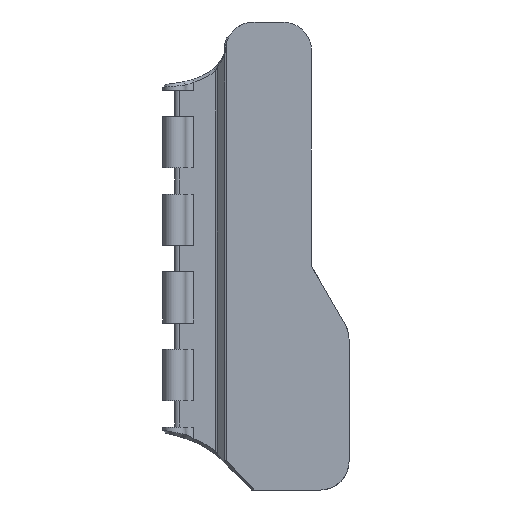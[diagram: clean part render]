
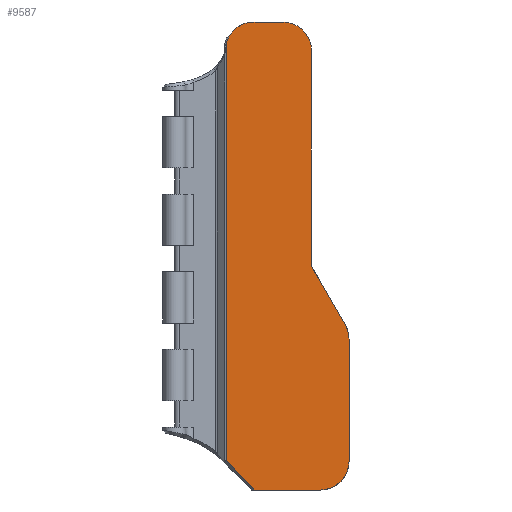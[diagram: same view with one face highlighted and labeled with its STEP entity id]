
A CAD part, front view. The second image highlights one B-rep face of the part: STEP entity #9587.
In plain terms, the highlighted planar face has unit normal (0, -1, 0).
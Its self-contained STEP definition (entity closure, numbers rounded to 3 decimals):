
#49 = DIRECTION ( 'NONE',  ( 0., 0., -1. ) ) ;
#209 = CARTESIAN_POINT ( 'NONE',  ( -10., 0., 0. ) ) ;
#234 = VERTEX_POINT ( 'NONE', #6903 ) ;
#337 = CARTESIAN_POINT ( 'NONE',  ( -42.17, 0., 9.718 ) ) ;
#365 = CARTESIAN_POINT ( 'NONE',  ( -33.079, 0., 0. ) ) ;
#456 = CARTESIAN_POINT ( 'NONE',  ( -42.454, 0., 10.021 ) ) ;
#747 = EDGE_CURVE ( 'NONE', #1192, #234, #7979, .T. ) ;
#790 = CARTESIAN_POINT ( 'NONE',  ( -1.34, 0., 57.502 ) ) ;
#895 = CARTESIAN_POINT ( 'NONE',  ( -13.077, 0., 77.831 ) ) ;
#947 = VECTOR ( 'NONE', #1980, 1000. ) ;
#954 = EDGE_CURVE ( 'NONE', #7041, #2274, #11003, .T. ) ;
#1029 = VERTEX_POINT ( 'NONE', #5809 ) ;
#1184 = CARTESIAN_POINT ( 'NONE',  ( -42.305, 0., 9.862 ) ) ;
#1192 = VERTEX_POINT ( 'NONE', #10684 ) ;
#1214 = ORIENTED_EDGE ( 'NONE', *, *, #3454, .F. ) ;
#1246 = ORIENTED_EDGE ( 'NONE', *, *, #8515, .F. ) ;
#1291 = AXIS2_PLACEMENT_3D ( 'NONE', #2653, #5444, #9124 ) ;
#1298 = CARTESIAN_POINT ( 'NONE',  ( -39.866, 0., 7.255 ) ) ;
#1442 = ORIENTED_EDGE ( 'NONE', *, *, #8714, .F. ) ;
#1631 = DIRECTION ( 'NONE',  ( 0., 0., -1. ) ) ;
#1980 = DIRECTION ( 'NONE',  ( 0.5, 0., -0.866 ) ) ;
#2011 = VERTEX_POINT ( 'NONE', #365 ) ;
#2128 = EDGE_LOOP ( 'NONE', ( #2562, #8594, #6281, #11605, #5795, #1214, #1442, #1246, #11924, #10923, #5816 ) ) ;
#2203 = VERTEX_POINT ( 'NONE', #3681 ) ;
#2205 = CARTESIAN_POINT ( 'NONE',  ( -41.887, 0., 9.415 ) ) ;
#2265 = CARTESIAN_POINT ( 'NONE',  ( -41.263, 0., 8.748 ) ) ;
#2274 = VERTEX_POINT ( 'NONE', #9352 ) ;
#2330 = CARTESIAN_POINT ( 'NONE',  ( -42.612, 0., 10.187 ) ) ;
#2471 = FACE_OUTER_BOUND ( 'NONE', #2128, .T. ) ;
#2538 = CARTESIAN_POINT ( 'NONE',  ( -42.662, 0., 152.831 ) ) ;
#2562 = ORIENTED_EDGE ( 'NONE', *, *, #4121, .T. ) ;
#2653 = CARTESIAN_POINT ( 'NONE',  ( -23.077, 0., 152.831 ) ) ;
#2765 = VERTEX_POINT ( 'NONE', #8426 ) ;
#2791 = VERTEX_POINT ( 'NONE', #209 ) ;
#2810 = CIRCLE ( 'NONE', #9019, 10. ) ;
#2844 = CARTESIAN_POINT ( 'NONE',  ( 0., 0., 52.502 ) ) ;
#2990 = VECTOR ( 'NONE', #5326, 1000. ) ;
#3056 = CARTESIAN_POINT ( 'NONE',  ( -42.114, 0., 9.658 ) ) ;
#3067 = DIRECTION ( 'NONE',  ( 0., 1., 0. ) ) ;
#3180 = DIRECTION ( 'NONE',  ( 0., 0., -1. ) ) ;
#3228 = CARTESIAN_POINT ( 'NONE',  ( -42.662, 0., 10.239 ) ) ;
#3268 = CARTESIAN_POINT ( 'NONE',  ( -33.077, 0., 162.831 ) ) ;
#3401 = AXIS2_PLACEMENT_3D ( 'NONE', #9661, #3067, #3180 ) ;
#3454 = EDGE_CURVE ( 'NONE', #9283, #7041, #8633, .T. ) ;
#3681 = CARTESIAN_POINT ( 'NONE',  ( -13.077, 0., 77.831 ) ) ;
#3766 = VECTOR ( 'NONE', #8044, 1000. ) ;
#3977 = EDGE_CURVE ( 'NONE', #1029, #1192, #2810, .T. ) ;
#4121 = EDGE_CURVE ( 'NONE', #1029, #2765, #10817, .T. ) ;
#4189 = CARTESIAN_POINT ( 'NONE',  ( -42.142, 0., 9.688 ) ) ;
#4880 = EDGE_CURVE ( 'NONE', #2791, #2011, #11874, .T. ) ;
#4882 = CARTESIAN_POINT ( 'NONE',  ( -13.077, 0., 152.831 ) ) ;
#5105 = CARTESIAN_POINT ( 'NONE',  ( -42.4, 0., 9.963 ) ) ;
#5125 = CARTESIAN_POINT ( 'NONE',  ( -13.077, 0., 152.831 ) ) ;
#5326 = DIRECTION ( 'NONE',  ( 0., 0., -1. ) ) ;
#5444 = DIRECTION ( 'NONE',  ( 0., 1., 0. ) ) ;
#5795 = ORIENTED_EDGE ( 'NONE', *, *, #954, .F. ) ;
#5809 = CARTESIAN_POINT ( 'NONE',  ( -42.662, 0., 155.679 ) ) ;
#5816 = ORIENTED_EDGE ( 'NONE', *, *, #3977, .F. ) ;
#5829 = DIRECTION ( 'NONE',  ( 0., 0., 1. ) ) ;
#6173 = DIRECTION ( 'NONE',  ( 0., 0., 1. ) ) ;
#6281 = ORIENTED_EDGE ( 'NONE', *, *, #4880, .F. ) ;
#6755 = CARTESIAN_POINT ( 'NONE',  ( -42.404, 0., 9.968 ) ) ;
#6805 = CARTESIAN_POINT ( 'NONE',  ( -42.411, 0., 9.975 ) ) ;
#6862 = CARTESIAN_POINT ( 'NONE',  ( -42.375, 0., 9.937 ) ) ;
#6882 = LINE ( 'NONE', #4882, #8285 ) ;
#6903 = CARTESIAN_POINT ( 'NONE',  ( -23.077, 0., 162.831 ) ) ;
#6926 = CARTESIAN_POINT ( 'NONE',  ( -42.201, 0., 9.751 ) ) ;
#6944 = VECTOR ( 'NONE', #7342, 1000. ) ;
#7010 = DIRECTION ( 'NONE',  ( 0., 1., 0. ) ) ;
#7041 = VERTEX_POINT ( 'NONE', #2844 ) ;
#7342 = DIRECTION ( 'NONE',  ( -1., 0., 0. ) ) ;
#7422 = DIRECTION ( 'NONE',  ( 0., 1., 0. ) ) ;
#7674 = AXIS2_PLACEMENT_3D ( 'NONE', #7919, #7010, #6173 ) ;
#7886 = CARTESIAN_POINT ( 'NONE',  ( -37.071, 0., 4.267 ) ) ;
#7919 = CARTESIAN_POINT ( 'NONE',  ( -33.077, 0., 152.831 ) ) ;
#7979 = LINE ( 'NONE', #3268, #3766 ) ;
#8044 = DIRECTION ( 'NONE',  ( 1., 0., 0. ) ) ;
#8285 = VECTOR ( 'NONE', #8753, 1000. ) ;
#8333 = CARTESIAN_POINT ( 'NONE',  ( -10., 0., 52.502 ) ) ;
#8426 = CARTESIAN_POINT ( 'NONE',  ( -42.662, 0., 10.239 ) ) ;
#8440 = CIRCLE ( 'NONE', #1291, 10. ) ;
#8448 = VECTOR ( 'NONE', #1631, 1000. ) ;
#8515 = EDGE_CURVE ( 'NONE', #8663, #2203, #6882, .T. ) ;
#8594 = ORIENTED_EDGE ( 'NONE', *, *, #11776, .T. ) ;
#8633 = CIRCLE ( 'NONE', #9594, 10. ) ;
#8663 = VERTEX_POINT ( 'NONE', #5125 ) ;
#8678 = CARTESIAN_POINT ( 'NONE',  ( -42.42, 0., 9.985 ) ) ;
#8714 = EDGE_CURVE ( 'NONE', #2203, #9283, #10017, .T. ) ;
#8753 = DIRECTION ( 'NONE',  ( 0., 0., -1. ) ) ;
#8940 = PLANE ( 'NONE',  #7674 ) ;
#9019 = AXIS2_PLACEMENT_3D ( 'NONE', #9564, #11437, #5829 ) ;
#9124 = DIRECTION ( 'NONE',  ( 0., 0., 1. ) ) ;
#9140 = CARTESIAN_POINT ( 'NONE',  ( -10., 0., 0. ) ) ;
#9283 = VERTEX_POINT ( 'NONE', #790 ) ;
#9352 = CARTESIAN_POINT ( 'NONE',  ( 0., 0., 10. ) ) ;
#9389 = CIRCLE ( 'NONE', #3401, 10. ) ;
#9564 = CARTESIAN_POINT ( 'NONE',  ( -33.077, 0., 152.831 ) ) ;
#9587 = ADVANCED_FACE ( 'NONE', ( #2471 ), #8940, .F. ) ;
#9594 = AXIS2_PLACEMENT_3D ( 'NONE', #8333, #7422, #49 ) ;
#9661 = CARTESIAN_POINT ( 'NONE',  ( -10., 0., 10. ) ) ;
#9883 = EDGE_CURVE ( 'NONE', #2274, #2791, #9389, .T. ) ;
#10017 = LINE ( 'NONE', #895, #947 ) ;
#10154 = CARTESIAN_POINT ( 'NONE',  ( 0., 0., 52.502 ) ) ;
#10342 = EDGE_CURVE ( 'NONE', #234, #8663, #8440, .T. ) ;
#10432 = CARTESIAN_POINT ( 'NONE',  ( -34.676, 0., 1.707 ) ) ;
#10482 = CARTESIAN_POINT ( 'NONE',  ( -42.149, 0., 9.695 ) ) ;
#10604 = CARTESIAN_POINT ( 'NONE',  ( -42.153, 0., 9.7 ) ) ;
#10684 = CARTESIAN_POINT ( 'NONE',  ( -33.077, 0., 162.831 ) ) ;
#10705 = B_SPLINE_CURVE_WITH_KNOTS ( 'NONE', 3,
 ( #3228, #2330, #11450, #456, #8678, #6805, #6755, #11513, #5105, #6862, #1184, #6926, #337, #10604, #10482, #4189, #3056, #2205, #2265, #1298, #7886, #10432, #11582 ),
 .UNSPECIFIED., .F., .F.,
 ( 4, 1, 1, 1, 2, 2, 1, 1, 1, 2, 2, 1, 1, 1, 1, 1, 4 ),
 ( 0., 0.016, 0.023, 0.025, 0.026, 0.027, 0.031, 0.047, 0.051, 0.053, 0.054, 0.055, 0.062, 0.125, 0.25, 0.5, 1. ),
 .UNSPECIFIED. ) ;
#10817 = LINE ( 'NONE', #2538, #8448 ) ;
#10923 = ORIENTED_EDGE ( 'NONE', *, *, #747, .F. ) ;
#11003 = LINE ( 'NONE', #10154, #2990 ) ;
#11437 = DIRECTION ( 'NONE',  ( 0., 1., 0. ) ) ;
#11450 = CARTESIAN_POINT ( 'NONE',  ( -42.536, 0., 10.107 ) ) ;
#11513 = CARTESIAN_POINT ( 'NONE',  ( -42.404, 0., 9.968 ) ) ;
#11582 = CARTESIAN_POINT ( 'NONE',  ( -33.079, 0., 0. ) ) ;
#11605 = ORIENTED_EDGE ( 'NONE', *, *, #9883, .F. ) ;
#11776 = EDGE_CURVE ( 'NONE', #2765, #2011, #10705, .T. ) ;
#11874 = LINE ( 'NONE', #9140, #6944 ) ;
#11924 = ORIENTED_EDGE ( 'NONE', *, *, #10342, .F. ) ;
